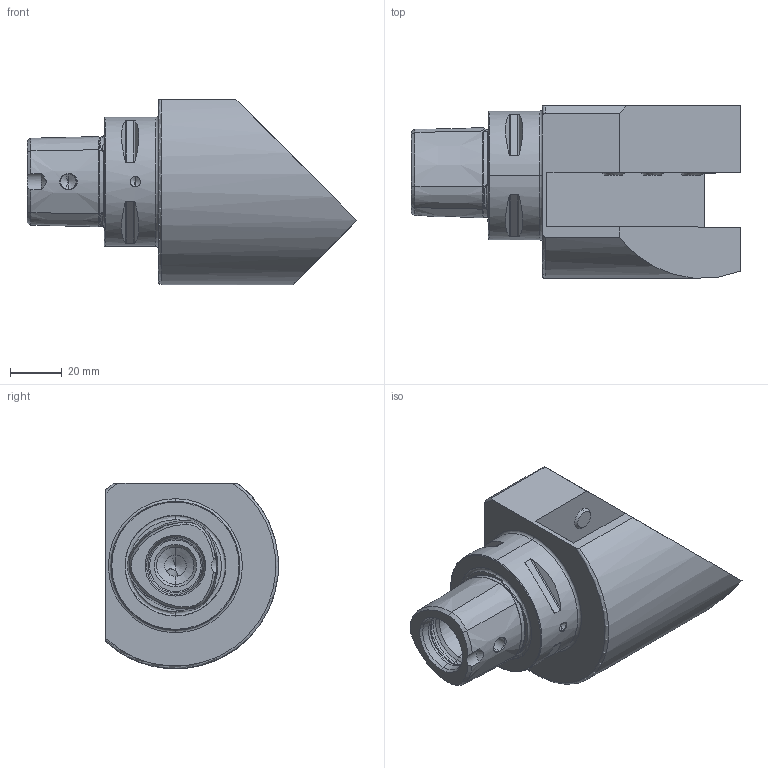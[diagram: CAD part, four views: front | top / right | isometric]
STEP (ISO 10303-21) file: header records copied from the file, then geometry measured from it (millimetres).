
FILE_DESCRIPTION (( 'STEP AP203' ), '1' );
FILE_NAME ('PS5.V20.R12.098.STEP', '2018-02-12T14:39:27', ( 'SWIAdmin' ), ( 'Hewlett-Packard Company' ), 'SwSTEP 2.0', 'SolidWorks 2017', '' );
FILE_SCHEMA (( 'CONFIG_CONTROL_DESIGN' ));
Length unit declared in the file: millimetre
Products named in the file (7): ISO 4026 - M10 x 25; KVT_MB_600_060; PS5.V20.R12.098; PS5-V20.R12.098_A; KU1-U12.001.010_1; KU1-U12.001.010_2; KU1-U12.001.010
Assembly tree (8 placements, depth 3):
  PS5.V20.R12.098
    PS5-V20.R12.098_A
    KU1-U12.001.010
      KU1-U12.001.010_1
      KU1-U12.001.010_2
    ISO 4026 - M10 x 25  x3
    KVT_MB_600_060
Bounding box: 128 x 66.89 x 71.99 mm (x, y, z)
Volume: 264989.9 mm3; surface area: 42429 mm2
Topology: 8 solids, 8 shells, 256 faces, 600 edges, 357 vertices
Faces by surface type: cone 93, cylinder 64, plane 61, torus 32, sphere 6
Entity records: 7877 total; most frequent: CARTESIAN_POINT 2002, DIRECTION 1129, ORIENTED_EDGE 1022, EDGE_CURVE 511, AXIS2_PLACEMENT_3D 467, VERTEX_POINT 308, EDGE_LOOP 253, CIRCLE 229
